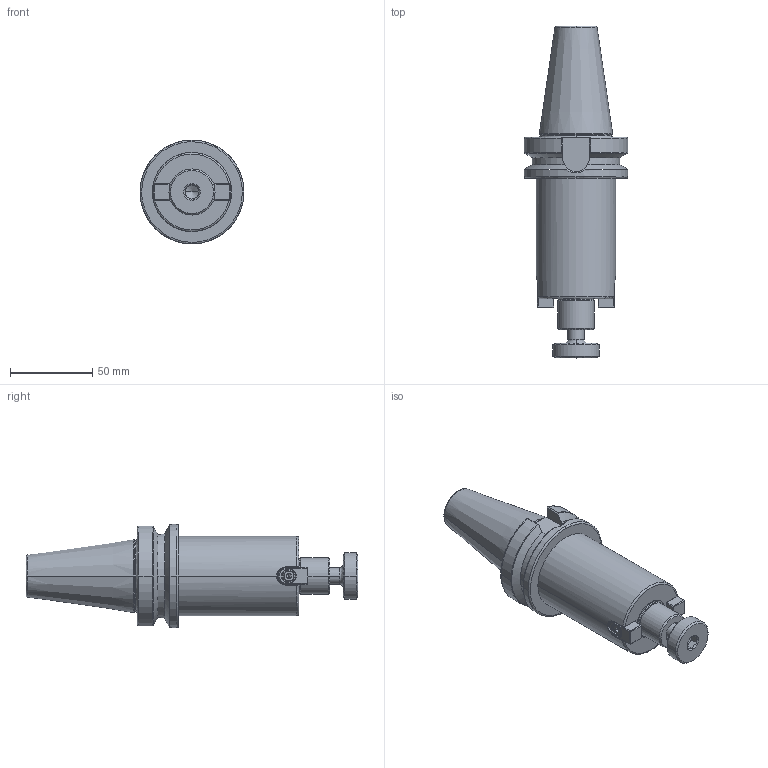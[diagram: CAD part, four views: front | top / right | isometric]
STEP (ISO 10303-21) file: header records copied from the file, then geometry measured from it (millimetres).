
FILE_DESCRIPTION (( 'STEP AP203' ), '1' );
FILE_NAME ('BT40-FMB22-100.STEP', '2021-01-11T01:50:43', ( '微软用户' ), ( '微软中国' ), 'SwSTEP 2.0', 'SolidWorks 2016', '' );
FILE_SCHEMA (( 'CONFIG_CONTROL_DESIGN' ));
Length unit declared in the file: millimetre
Products named in the file (5): BT40-FMB22-100; FMB22¼ü; hexagon socket head cap screws gb_GB_FASTENER_SCREWS_HSHCS M4X8-N; FMB22-M10内六角大圆柱头紧固螺钉
Assembly tree (6 placements, depth 2):
  BT40-FMB22-100
    BT40-FMB22-100
    FMB22¼ü  x2
    hexagon socket head cap screws gb_GB_FASTENER_SCREWS_HSHCS M4X8-N  x2
    FMB22-M10内六角大圆柱头紧固螺钉
Bounding box: 63 x 201.4 x 63 mm (x, y, z)
Volume: 261759.9 mm3; surface area: 42240.2 mm2
Topology: 6 solids, 6 shells, 274 faces, 646 edges, 384 vertices
Faces by surface type: plane 119, cone 57, cylinder 56, bspline 34, torus 8
Entity records: 10639 total; most frequent: CARTESIAN_POINT 5145, ORIENTED_EDGE 1044, DIRECTION 999, EDGE_CURVE 522, AXIS2_PLACEMENT_3D 380, VERTEX_POINT 321, EDGE_LOOP 239, LINE 239
